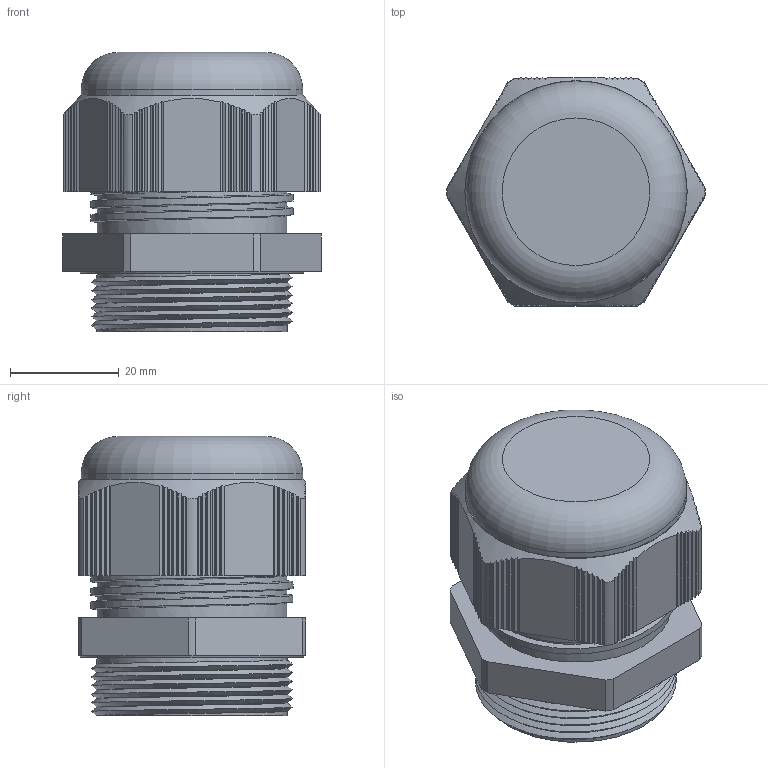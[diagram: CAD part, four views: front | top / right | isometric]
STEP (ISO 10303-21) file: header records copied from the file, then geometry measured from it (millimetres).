
FILE_DESCRIPTION((''),'2;1');
FILE_NAME('BS 07.stp','2012-09-25T16:18:09',('oktay'),(''),'Autodesk Inventor 2013','Autodesk Inventor 2013','');
FILE_SCHEMA(('AUTOMOTIVE_DESIGN { 1 0 10303 214 1 1 1 1 }'));
Length unit declared in the file: millimetre
Products named in the file (1): PG 29 MONTAJ_Shrinkwrap_1
Bounding box: 47.7 x 42 x 51.45 mm (x, y, z)
Volume: 47049.4 mm3; surface area: 13909.6 mm2
Topology: 1 solids, 1 shells, 266 faces, 775 edges, 512 vertices
Faces by surface type: plane 225, cylinder 26, cone 7, torus 4, bspline 4
Full cylindrical faces by diameter (mm): 30.3 x1, 35 x2, 35.18 x6, 40.8 x1
Entity records: 9592 total; most frequent: CARTESIAN_POINT 3465, ORIENTED_EDGE 1474, DIRECTION 1045, EDGE_CURVE 737, VERTEX_POINT 496, VECTOR 455, LINE 455, AXIS2_PLACEMENT_3D 295
